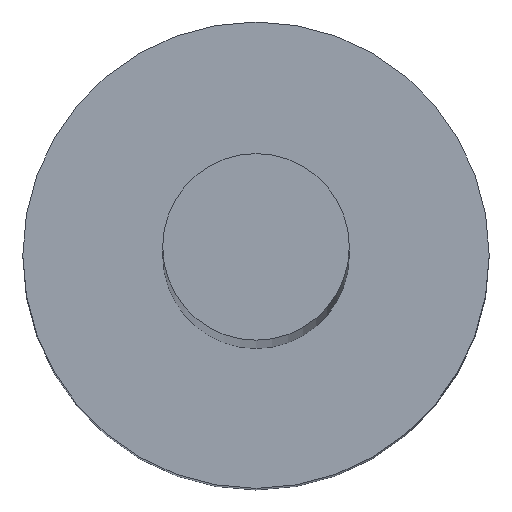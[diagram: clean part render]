
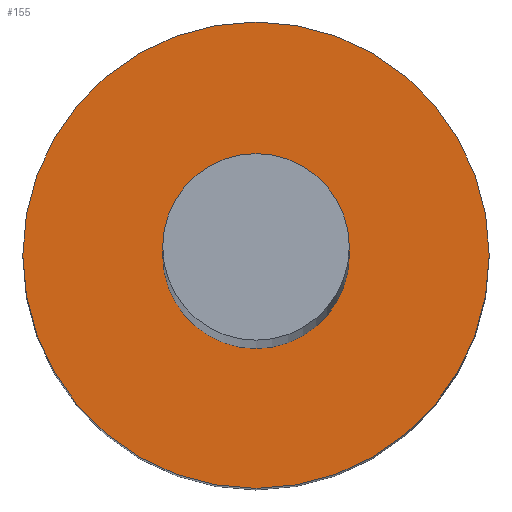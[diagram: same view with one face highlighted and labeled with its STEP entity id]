
A CAD part, top view. The second image highlights one B-rep face of the part: STEP entity #155.
In plain terms, the highlighted planar face has unit normal (0, 0, 1).
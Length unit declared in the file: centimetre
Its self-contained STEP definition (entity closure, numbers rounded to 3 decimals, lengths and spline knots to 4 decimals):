
#4 = DIRECTION ( 'NONE',  ( 1., 0., 0. ) ) ;
#23 = AXIS2_PLACEMENT_3D ( 'NONE', #222, #237, #99 ) ;
#33 = CIRCLE ( 'NONE', #215, 1. ) ;
#38 = EDGE_LOOP ( 'NONE', ( #55, #128 ) ) ;
#49 = CARTESIAN_POINT ( 'NONE',  ( 2.5, 0., 0. ) ) ;
#54 = EDGE_CURVE ( 'NONE', #130, #109, #33, .T. ) ;
#55 = ORIENTED_EDGE ( 'NONE', *, *, #231, .F. ) ;
#60 = CARTESIAN_POINT ( 'NONE',  ( 0., 0., 0. ) ) ;
#64 = CARTESIAN_POINT ( 'NONE',  ( 1., 0., 0. ) ) ;
#78 = DIRECTION ( 'NONE',  ( 1., 0., 0. ) ) ;
#83 = DIRECTION ( 'NONE',  ( 0., 0., 1. ) ) ;
#95 = EDGE_LOOP ( 'NONE', ( #176, #196 ) ) ;
#98 = EDGE_CURVE ( 'NONE', #111, #254, #141, .T. ) ;
#99 = DIRECTION ( 'NONE',  ( 1., 0., 0. ) ) ;
#100 = FACE_OUTER_BOUND ( 'NONE', #95, .T. ) ;
#101 = CARTESIAN_POINT ( 'NONE',  ( -2.5, 0., 0. ) ) ;
#102 = CIRCLE ( 'NONE', #248, 1. ) ;
#109 = VERTEX_POINT ( 'NONE', #240 ) ;
#111 = VERTEX_POINT ( 'NONE', #101 ) ;
#116 = EDGE_CURVE ( 'NONE', #254, #111, #245, .T. ) ;
#128 = ORIENTED_EDGE ( 'NONE', *, *, #54, .F. ) ;
#130 = VERTEX_POINT ( 'NONE', #64 ) ;
#138 = DIRECTION ( 'NONE',  ( 1., 0., 0. ) ) ;
#141 = CIRCLE ( 'NONE', #234, 2.5 ) ;
#155 = ADVANCED_FACE ( 'NONE', ( #161, #100 ), #239, .T. ) ;
#161 = FACE_BOUND ( 'NONE', #38, .T. ) ;
#165 = DIRECTION ( 'NONE',  ( 0., 0., 1. ) ) ;
#176 = ORIENTED_EDGE ( 'NONE', *, *, #116, .T. ) ;
#184 = CARTESIAN_POINT ( 'NONE',  ( 0., 0., 0. ) ) ;
#196 = ORIENTED_EDGE ( 'NONE', *, *, #98, .T. ) ;
#197 = DIRECTION ( 'NONE',  ( 0., 0., 1. ) ) ;
#207 = DIRECTION ( 'NONE',  ( 1., 0., 0. ) ) ;
#215 = AXIS2_PLACEMENT_3D ( 'NONE', #218, #197, #4 ) ;
#218 = CARTESIAN_POINT ( 'NONE',  ( 0., 0., 0. ) ) ;
#222 = CARTESIAN_POINT ( 'NONE',  ( 0., 0., 0. ) ) ;
#224 = DIRECTION ( 'NONE',  ( 0., 0., 1. ) ) ;
#227 = AXIS2_PLACEMENT_3D ( 'NONE', #184, #165, #78 ) ;
#231 = EDGE_CURVE ( 'NONE', #109, #130, #102, .T. ) ;
#234 = AXIS2_PLACEMENT_3D ( 'NONE', #241, #83, #138 ) ;
#237 = DIRECTION ( 'NONE',  ( 0., 0., 1. ) ) ;
#239 = PLANE ( 'NONE',  #227 ) ;
#240 = CARTESIAN_POINT ( 'NONE',  ( -1., 0., 0. ) ) ;
#241 = CARTESIAN_POINT ( 'NONE',  ( 0., 0., 0. ) ) ;
#245 = CIRCLE ( 'NONE', #23, 2.5 ) ;
#248 = AXIS2_PLACEMENT_3D ( 'NONE', #60, #224, #207 ) ;
#254 = VERTEX_POINT ( 'NONE', #49 ) ;
